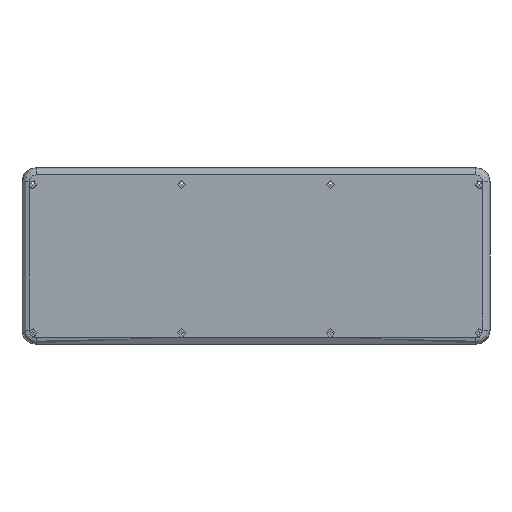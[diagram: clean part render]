
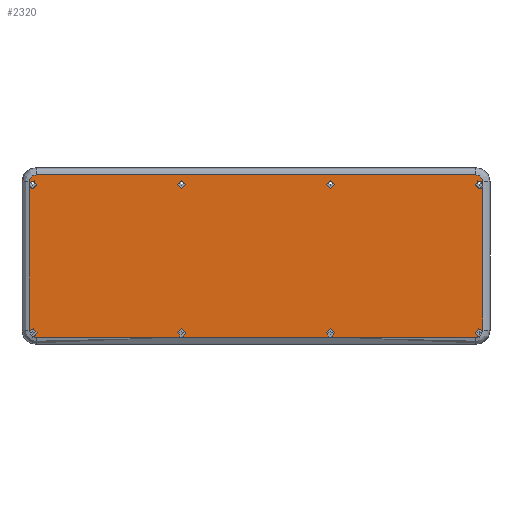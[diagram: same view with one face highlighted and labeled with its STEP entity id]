
A CAD part, front view. The second image highlights one B-rep face of the part: STEP entity #2320.
In plain terms, the highlighted planar face has unit normal (0, -1, 0).
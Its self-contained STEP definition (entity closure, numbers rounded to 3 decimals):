
#2101=CARTESIAN_POINT('',(0.,-22.507,0.));
#2102=DIRECTION('',(0.,1.,0.));
#2103=DIRECTION('',(0.,0.,1.));
#2104=AXIS2_PLACEMENT_3D('',#2101,#2102,#2103);
#2105=PLANE('',#2104);
#2106=CARTESIAN_POINT('',(52.435,-22.507,46.209));
#2107=VERTEX_POINT('',#2106);
#2108=CARTESIAN_POINT('',(52.435,-22.507,49.209));
#2109=DIRECTION('',(0.,-1.,0.));
#2110=DIRECTION('',(0.,0.,-1.));
#2111=AXIS2_PLACEMENT_3D('',#2108,#2109,#2110);
#2112=CIRCLE('',#2111,3.);
#2113=EDGE_CURVE('',#2107,#2107,#2112,.T.);
#2114=ORIENTED_EDGE('',*,*,#2113,.F.);
#2115=EDGE_LOOP('',(#2114));
#2116=FACE_BOUND('',#2115,.T.);
#2117=CARTESIAN_POINT('',(-52.335,-22.507,46.209));
#2118=VERTEX_POINT('',#2117);
#2119=CARTESIAN_POINT('',(-52.335,-22.507,49.209));
#2120=DIRECTION('',(0.,-1.,0.));
#2121=DIRECTION('',(0.,0.,-1.));
#2122=AXIS2_PLACEMENT_3D('',#2119,#2120,#2121);
#2123=CIRCLE('',#2122,3.);
#2124=EDGE_CURVE('',#2118,#2118,#2123,.T.);
#2125=ORIENTED_EDGE('',*,*,#2124,.F.);
#2126=EDGE_LOOP('',(#2125));
#2127=FACE_BOUND('',#2126,.T.);
#2128=CARTESIAN_POINT('',(154.675,-22.507,-58.126));
#2129=VERTEX_POINT('',#2128);
#2130=CARTESIAN_POINT('',(156.008,-22.507,-57.945));
#2131=VERTEX_POINT('',#2130);
#2132=CARTESIAN_POINT('',(154.675,-22.507,-53.126));
#2133=DIRECTION('',(-0.,-1.,-0.));
#2134=DIRECTION('',(0.,-0.,1.));
#2135=AXIS2_PLACEMENT_3D('',#2132,#2133,#2134);
#2136=CIRCLE('',#2135,5.);
#2137=EDGE_CURVE('',#2129,#2131,#2136,.T.);
#2138=ORIENTED_EDGE('',*,*,#2137,.T.);
#2139=CARTESIAN_POINT('',(159.663,-22.507,-53.474));
#2140=VERTEX_POINT('',#2139);
#2141=CARTESIAN_POINT('',(157.205,-22.507,-55.194));
#2142=DIRECTION('',(0.,-1.,0.));
#2143=DIRECTION('',(0.,0.,-1.));
#2144=AXIS2_PLACEMENT_3D('',#2141,#2142,#2143);
#2145=CIRCLE('',#2144,3.);
#2146=EDGE_CURVE('',#2140,#2131,#2145,.T.);
#2147=ORIENTED_EDGE('',*,*,#2146,.F.);
#2148=CARTESIAN_POINT('',(159.675,-22.507,-53.126));
#2149=VERTEX_POINT('',#2148);
#2150=CARTESIAN_POINT('',(154.675,-22.507,-53.126));
#2151=DIRECTION('',(-0.,-1.,-0.));
#2152=DIRECTION('',(0.,-0.,1.));
#2153=AXIS2_PLACEMENT_3D('',#2150,#2151,#2152);
#2154=CIRCLE('',#2153,5.);
#2155=EDGE_CURVE('',#2140,#2149,#2154,.T.);
#2156=ORIENTED_EDGE('',*,*,#2155,.T.);
#2157=CARTESIAN_POINT('',(159.675,-22.507,47.507));
#2158=VERTEX_POINT('',#2157);
#2159=CARTESIAN_POINT('',(159.675,-22.507,-53.126));
#2160=DIRECTION('',(-0.,-0.,1.));
#2161=VECTOR('',#2160,100.633);
#2162=LINE('',#2159,#2161);
#2163=EDGE_CURVE('',#2149,#2158,#2162,.T.);
#2164=ORIENTED_EDGE('',*,*,#2163,.T.);
#2165=CARTESIAN_POINT('',(157.205,-22.507,46.209));
#2166=VERTEX_POINT('',#2165);
#2167=CARTESIAN_POINT('',(157.205,-22.507,49.209));
#2168=DIRECTION('',(0.,-1.,0.));
#2169=DIRECTION('',(0.,0.,-1.));
#2170=AXIS2_PLACEMENT_3D('',#2167,#2168,#2169);
#2171=CIRCLE('',#2170,3.);
#2172=EDGE_CURVE('',#2166,#2158,#2171,.T.);
#2173=ORIENTED_EDGE('',*,*,#2172,.F.);
#2174=CARTESIAN_POINT('',(159.675,-22.507,50.912));
#2175=VERTEX_POINT('',#2174);
#2176=CARTESIAN_POINT('',(157.205,-22.507,49.209));
#2177=DIRECTION('',(0.,-1.,0.));
#2178=DIRECTION('',(0.,0.,-1.));
#2179=AXIS2_PLACEMENT_3D('',#2176,#2177,#2178);
#2180=CIRCLE('',#2179,3.);
#2181=EDGE_CURVE('',#2175,#2166,#2180,.T.);
#2182=ORIENTED_EDGE('',*,*,#2181,.F.);
#2183=CARTESIAN_POINT('',(159.675,-22.507,51.141));
#2184=VERTEX_POINT('',#2183);
#2185=CARTESIAN_POINT('',(159.675,-22.507,50.912));
#2186=DIRECTION('',(-0.,-0.,1.));
#2187=VECTOR('',#2186,0.229);
#2188=LINE('',#2185,#2187);
#2189=EDGE_CURVE('',#2175,#2184,#2188,.T.);
#2190=ORIENTED_EDGE('',*,*,#2189,.T.);
#2191=CARTESIAN_POINT('',(154.675,-22.507,56.141));
#2192=VERTEX_POINT('',#2191);
#2193=CARTESIAN_POINT('',(154.675,-22.507,51.141));
#2194=DIRECTION('',(-0.,-1.,-0.));
#2195=DIRECTION('',(0.,-0.,1.));
#2196=AXIS2_PLACEMENT_3D('',#2193,#2194,#2195);
#2197=CIRCLE('',#2196,5.);
#2198=EDGE_CURVE('',#2184,#2192,#2197,.T.);
#2199=ORIENTED_EDGE('',*,*,#2198,.T.);
#2200=CARTESIAN_POINT('',(-154.675,-22.507,56.141));
#2201=VERTEX_POINT('',#2200);
#2202=CARTESIAN_POINT('',(154.675,-22.507,56.141));
#2203=DIRECTION('',(-1.,-0.,0.));
#2204=VECTOR('',#2203,309.35);
#2205=LINE('',#2202,#2204);
#2206=EDGE_CURVE('',#2192,#2201,#2205,.T.);
#2207=ORIENTED_EDGE('',*,*,#2206,.T.);
#2208=CARTESIAN_POINT('',(-159.675,-22.507,51.141));
#2209=VERTEX_POINT('',#2208);
#2210=CARTESIAN_POINT('',(-154.675,-22.507,51.141));
#2211=DIRECTION('',(-0.,-1.,-0.));
#2212=DIRECTION('',(0.,-0.,1.));
#2213=AXIS2_PLACEMENT_3D('',#2210,#2211,#2212);
#2214=CIRCLE('',#2213,5.);
#2215=EDGE_CURVE('',#2201,#2209,#2214,.T.);
#2216=ORIENTED_EDGE('',*,*,#2215,.T.);
#2217=CARTESIAN_POINT('',(-159.675,-22.507,50.757));
#2218=VERTEX_POINT('',#2217);
#2219=CARTESIAN_POINT('',(-159.675,-22.507,51.141));
#2220=DIRECTION('',(-0.,-0.,-1.));
#2221=VECTOR('',#2220,0.384);
#2222=LINE('',#2219,#2221);
#2223=EDGE_CURVE('',#2209,#2218,#2222,.T.);
#2224=ORIENTED_EDGE('',*,*,#2223,.T.);
#2225=CARTESIAN_POINT('',(-157.105,-22.507,46.209));
#2226=VERTEX_POINT('',#2225);
#2227=CARTESIAN_POINT('',(-157.105,-22.507,49.209));
#2228=DIRECTION('',(0.,-1.,0.));
#2229=DIRECTION('',(0.,0.,-1.));
#2230=AXIS2_PLACEMENT_3D('',#2227,#2228,#2229);
#2231=CIRCLE('',#2230,3.);
#2232=EDGE_CURVE('',#2226,#2218,#2231,.T.);
#2233=ORIENTED_EDGE('',*,*,#2232,.F.);
#2234=CARTESIAN_POINT('',(-159.675,-22.507,47.662));
#2235=VERTEX_POINT('',#2234);
#2236=CARTESIAN_POINT('',(-157.105,-22.507,49.209));
#2237=DIRECTION('',(0.,-1.,0.));
#2238=DIRECTION('',(0.,0.,-1.));
#2239=AXIS2_PLACEMENT_3D('',#2236,#2237,#2238);
#2240=CIRCLE('',#2239,3.);
#2241=EDGE_CURVE('',#2235,#2226,#2240,.T.);
#2242=ORIENTED_EDGE('',*,*,#2241,.F.);
#2243=CARTESIAN_POINT('',(-159.675,-22.507,-53.126));
#2244=VERTEX_POINT('',#2243);
#2245=CARTESIAN_POINT('',(-159.675,-22.507,47.662));
#2246=DIRECTION('',(-0.,-0.,-1.));
#2247=VECTOR('',#2246,100.788);
#2248=LINE('',#2245,#2247);
#2249=EDGE_CURVE('',#2235,#2244,#2248,.T.);
#2250=ORIENTED_EDGE('',*,*,#2249,.T.);
#2251=CARTESIAN_POINT('',(-159.652,-22.507,-53.609));
#2252=VERTEX_POINT('',#2251);
#2253=CARTESIAN_POINT('',(-154.675,-22.507,-53.126));
#2254=DIRECTION('',(-0.,-1.,-0.));
#2255=DIRECTION('',(0.,-0.,1.));
#2256=AXIS2_PLACEMENT_3D('',#2253,#2254,#2255);
#2257=CIRCLE('',#2256,5.);
#2258=EDGE_CURVE('',#2244,#2252,#2257,.T.);
#2259=ORIENTED_EDGE('',*,*,#2258,.T.);
#2260=CARTESIAN_POINT('',(-155.946,-22.507,-57.962));
#2261=VERTEX_POINT('',#2260);
#2262=CARTESIAN_POINT('',(-157.105,-22.507,-55.194));
#2263=DIRECTION('',(0.,-1.,0.));
#2264=DIRECTION('',(0.,0.,-1.));
#2265=AXIS2_PLACEMENT_3D('',#2262,#2263,#2264);
#2266=CIRCLE('',#2265,3.);
#2267=EDGE_CURVE('',#2261,#2252,#2266,.T.);
#2268=ORIENTED_EDGE('',*,*,#2267,.F.);
#2269=CARTESIAN_POINT('',(-154.675,-22.507,-58.126));
#2270=VERTEX_POINT('',#2269);
#2271=CARTESIAN_POINT('',(-154.675,-22.507,-53.126));
#2272=DIRECTION('',(-0.,-1.,-0.));
#2273=DIRECTION('',(0.,-0.,1.));
#2274=AXIS2_PLACEMENT_3D('',#2271,#2272,#2273);
#2275=CIRCLE('',#2274,5.);
#2276=EDGE_CURVE('',#2261,#2270,#2275,.T.);
#2277=ORIENTED_EDGE('',*,*,#2276,.T.);
#2278=CARTESIAN_POINT('',(-52.972,-22.507,-58.126));
#2279=VERTEX_POINT('',#2278);
#2280=CARTESIAN_POINT('',(-154.675,-22.507,-58.126));
#2281=DIRECTION('',(1.,-0.,-0.));
#2282=VECTOR('',#2281,101.703);
#2283=LINE('',#2280,#2282);
#2284=EDGE_CURVE('',#2270,#2279,#2283,.T.);
#2285=ORIENTED_EDGE('',*,*,#2284,.T.);
#2286=CARTESIAN_POINT('',(-51.698,-22.507,-58.126));
#2287=VERTEX_POINT('',#2286);
#2288=CARTESIAN_POINT('',(-52.335,-22.507,-55.194));
#2289=DIRECTION('',(0.,-1.,0.));
#2290=DIRECTION('',(0.,0.,-1.));
#2291=AXIS2_PLACEMENT_3D('',#2288,#2289,#2290);
#2292=CIRCLE('',#2291,3.);
#2293=EDGE_CURVE('',#2287,#2279,#2292,.T.);
#2294=ORIENTED_EDGE('',*,*,#2293,.F.);
#2295=CARTESIAN_POINT('',(51.798,-22.507,-58.126));
#2296=VERTEX_POINT('',#2295);
#2297=CARTESIAN_POINT('',(-51.698,-22.507,-58.126));
#2298=DIRECTION('',(1.,-0.,-0.));
#2299=VECTOR('',#2298,103.496);
#2300=LINE('',#2297,#2299);
#2301=EDGE_CURVE('',#2287,#2296,#2300,.T.);
#2302=ORIENTED_EDGE('',*,*,#2301,.T.);
#2303=CARTESIAN_POINT('',(53.072,-22.507,-58.126));
#2304=VERTEX_POINT('',#2303);
#2305=CARTESIAN_POINT('',(52.435,-22.507,-55.194));
#2306=DIRECTION('',(0.,-1.,0.));
#2307=DIRECTION('',(0.,0.,-1.));
#2308=AXIS2_PLACEMENT_3D('',#2305,#2306,#2307);
#2309=CIRCLE('',#2308,3.);
#2310=EDGE_CURVE('',#2304,#2296,#2309,.T.);
#2311=ORIENTED_EDGE('',*,*,#2310,.F.);
#2312=CARTESIAN_POINT('',(53.072,-22.507,-58.126));
#2313=DIRECTION('',(1.,-0.,-0.));
#2314=VECTOR('',#2313,101.603);
#2315=LINE('',#2312,#2314);
#2316=EDGE_CURVE('',#2304,#2129,#2315,.T.);
#2317=ORIENTED_EDGE('',*,*,#2316,.T.);
#2318=EDGE_LOOP('',(#2138,#2147,#2156,#2164,#2173,#2182,#2190,#2199,#2207,#2216,#2224,#2233,#2242,#2250,#2259,#2268,#2277,#2285,#2294,#2302,#2311,#2317));
#2319=FACE_BOUND('',#2318,.T.);
#2320=ADVANCED_FACE('',(#2116,#2127,#2319),#2105,.F.);
